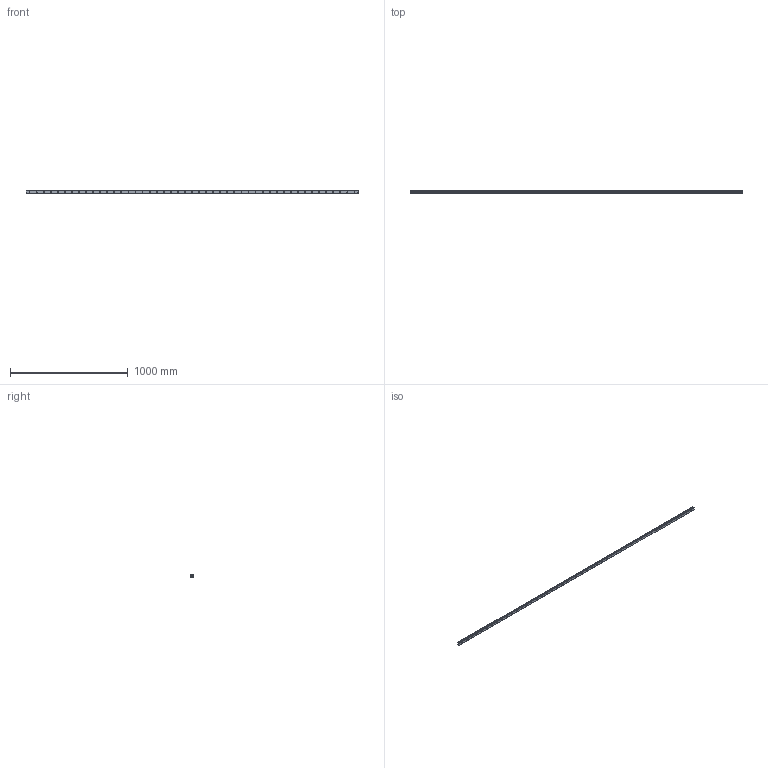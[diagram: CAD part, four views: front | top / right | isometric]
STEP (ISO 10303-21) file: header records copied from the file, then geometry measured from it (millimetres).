
FILE_DESCRIPTION (( 'STEP AP214' ), '1' );
FILE_NAME ('SSR25XTB1SS-2820LY_G30_0_B-M6F_1368-5_0_0_0.STEP', '2021-06-29T09:26:04', ( '' ), ( '' ), 'SwSTEP 2.0', 'SolidWorks 2021', '' );
FILE_SCHEMA (( 'AUTOMOTIVE_DESIGN' ));
Length unit declared in the file: millimetre
Products named in the file (2): _SSR25XTBY282030Y Track; SSR25XTB1SS-2820LY_G30_0_B-M6F_1368-5_0_0_0
Assembly tree (1 placements, depth 2):
  SSR25XTB1SS-2820LY_G30_0_B-M6F_1368-5_0_0_0
    _SSR25XTBY282030Y Track
Bounding box: 2820 x 18 x 23 mm (x, y, z)
Volume: 986484.3 mm3; surface area: 265014.7 mm2
Topology: 1 solids, 1 shells, 261 faces, 636 edges, 424 vertices
Faces by surface type: cylinder 196, plane 65
Entity records: 8136 total; most frequent: DIRECTION 1558, CARTESIAN_POINT 1325, ORIENTED_EDGE 1272, AXIS2_PLACEMENT_3D 657, EDGE_CURVE 636, VERTEX_POINT 424, EDGE_LOOP 402, CIRCLE 392
